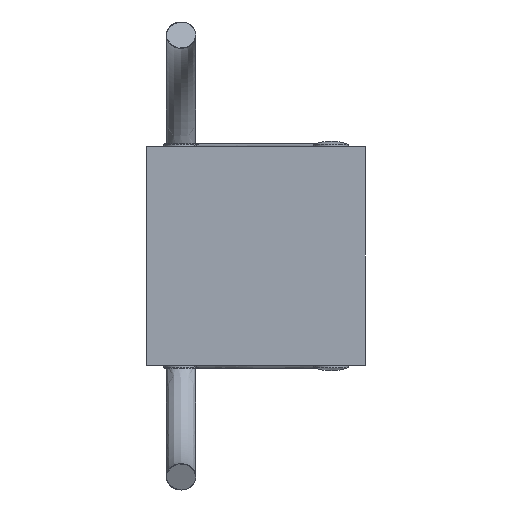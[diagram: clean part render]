
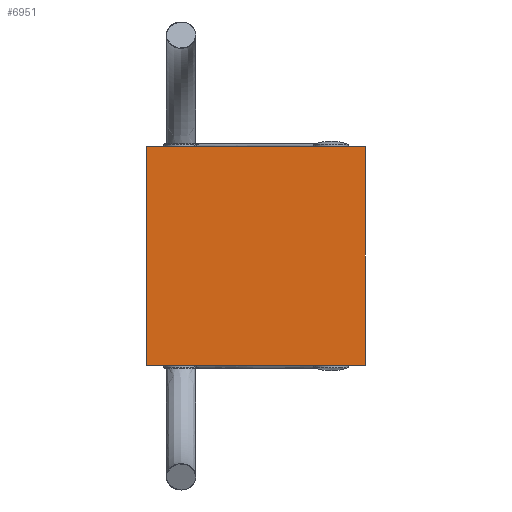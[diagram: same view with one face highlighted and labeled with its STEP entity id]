
A CAD part, front view. The second image highlights one B-rep face of the part: STEP entity #6951.
In plain terms, the highlighted planar face has unit normal (0, -1, 0).
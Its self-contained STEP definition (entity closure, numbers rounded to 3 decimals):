
#50 = EDGE_LOOP ( 'NONE', ( #11281, #17692, #8870, #17429 ) ) ;
#111 = CARTESIAN_POINT ( 'NONE',  ( -3.5, -3.502, -3.5 ) ) ;
#812 = DIRECTION ( 'NONE',  ( -1., 0., 0. ) ) ;
#980 = CARTESIAN_POINT ( 'NONE',  ( 3.5, -3.502, -3.5 ) ) ;
#1535 = CARTESIAN_POINT ( 'NONE',  ( -3.5, -3.502, -3.5 ) ) ;
#1616 = DIRECTION ( 'NONE',  ( 0., 0., 1. ) ) ;
#2365 = DIRECTION ( 'NONE',  ( 1., 0., 0. ) ) ;
#2991 = PLANE ( 'NONE',  #15700 ) ;
#4518 = DIRECTION ( 'NONE',  ( 0., -1., 0. ) ) ;
#4621 = CARTESIAN_POINT ( 'NONE',  ( 3.5, -3.502, -3.5 ) ) ;
#4746 = EDGE_CURVE ( 'NONE', #5020, #8054, #12167, .T. ) ;
#5020 = VERTEX_POINT ( 'NONE', #13377 ) ;
#5773 = CARTESIAN_POINT ( 'NONE',  ( 3.5, -3.502, -3.5 ) ) ;
#6951 = ADVANCED_FACE ( 'NONE', ( #11030 ), #2991, .T. ) ;
#7280 = VECTOR ( 'NONE', #812, 1000. ) ;
#7454 = EDGE_CURVE ( 'NONE', #8589, #5020, #11018, .T. ) ;
#7674 = EDGE_CURVE ( 'NONE', #14376, #8589, #17066, .T. ) ;
#8054 = VERTEX_POINT ( 'NONE', #111 ) ;
#8444 = VECTOR ( 'NONE', #16914, 1000. ) ;
#8589 = VERTEX_POINT ( 'NONE', #11538 ) ;
#8870 = ORIENTED_EDGE ( 'NONE', *, *, #7674, .T. ) ;
#9125 = CARTESIAN_POINT ( 'NONE',  ( 3.5, -3.502, 3.5 ) ) ;
#11018 = LINE ( 'NONE', #9125, #7280 ) ;
#11030 = FACE_OUTER_BOUND ( 'NONE', #50, .T. ) ;
#11281 = ORIENTED_EDGE ( 'NONE', *, *, #4746, .T. ) ;
#11538 = CARTESIAN_POINT ( 'NONE',  ( 3.5, -3.502, 3.5 ) ) ;
#12167 = LINE ( 'NONE', #1535, #8444 ) ;
#12863 = CARTESIAN_POINT ( 'NONE',  ( 0., -3.502, 0. ) ) ;
#13316 = VECTOR ( 'NONE', #1616, 1000. ) ;
#13377 = CARTESIAN_POINT ( 'NONE',  ( -3.5, -3.502, 3.5 ) ) ;
#14305 = DIRECTION ( 'NONE',  ( 0., 0., -1. ) ) ;
#14376 = VERTEX_POINT ( 'NONE', #4621 ) ;
#14514 = VECTOR ( 'NONE', #2365, 1000. ) ;
#14666 = EDGE_CURVE ( 'NONE', #8054, #14376, #14954, .T. ) ;
#14954 = LINE ( 'NONE', #980, #14514 ) ;
#15700 = AXIS2_PLACEMENT_3D ( 'NONE', #12863, #4518, #14305 ) ;
#16914 = DIRECTION ( 'NONE',  ( 0., 0., -1. ) ) ;
#17066 = LINE ( 'NONE', #5773, #13316 ) ;
#17429 = ORIENTED_EDGE ( 'NONE', *, *, #7454, .T. ) ;
#17692 = ORIENTED_EDGE ( 'NONE', *, *, #14666, .T. ) ;
